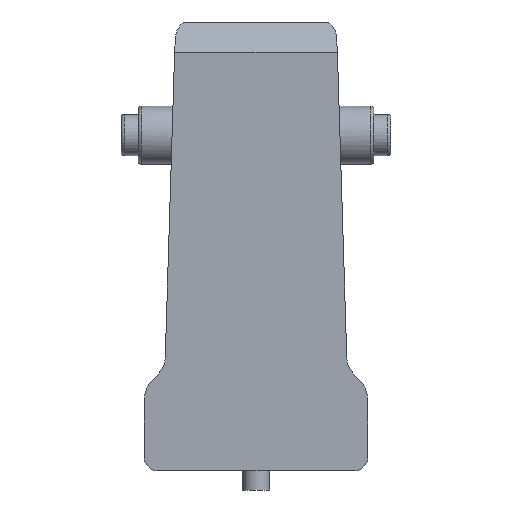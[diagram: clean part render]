
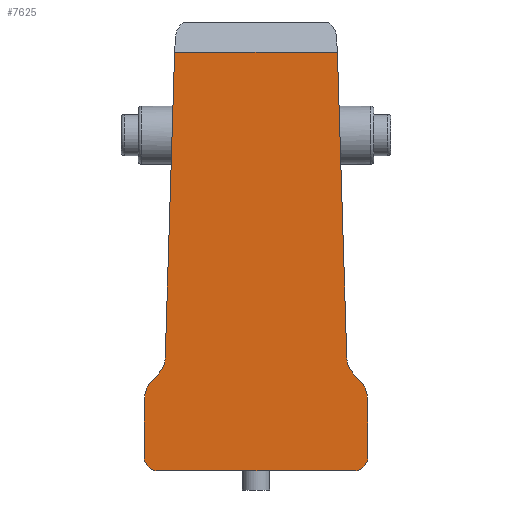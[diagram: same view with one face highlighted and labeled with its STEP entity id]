
A CAD part, front view. The second image highlights one B-rep face of the part: STEP entity #7625.
In plain terms, the highlighted planar face has unit normal (0, -1, 0).
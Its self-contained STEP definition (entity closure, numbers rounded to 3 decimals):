
#14 = ORIENTED_EDGE ( 'NONE', *, *, #19803, .T. ) ;
#661 = EDGE_CURVE ( 'NONE', #8145, #12485, #1002, .T. ) ;
#823 = DIRECTION ( 'NONE',  ( 1., 0., 0. ) ) ;
#1002 = LINE ( 'NONE', #8044, #23290 ) ;
#1215 = CARTESIAN_POINT ( 'NONE',  ( -230., 0., 15. ) ) ;
#1459 = CARTESIAN_POINT ( 'NONE',  ( -198.605, 0., 430. ) ) ;
#1655 = CARTESIAN_POINT ( 'NONE',  ( -198.095, 0., 446.613 ) ) ;
#2073 = DIRECTION ( 'NONE',  ( 1., 0., 0. ) ) ;
#2157 = DIRECTION ( 'NONE',  ( 0., 1., 0. ) ) ;
#2440 = VECTOR ( 'NONE', #20356, 1000. ) ;
#2645 = CARTESIAN_POINT ( 'NONE',  ( 0., 0., 15. ) ) ;
#2776 = FACE_OUTER_BOUND ( 'NONE', #22600, .T. ) ;
#3490 = VECTOR ( 'NONE', #29193, 1000. ) ;
#4551 = ORIENTED_EDGE ( 'NONE', *, *, #12645, .F. ) ;
#4679 = EDGE_CURVE ( 'NONE', #5672, #12027, #5295, .T. ) ;
#4731 = CARTESIAN_POINT ( 'NONE',  ( 0., 0., 41.996 ) ) ;
#4753 = ORIENTED_EDGE ( 'NONE', *, *, #27288, .T. ) ;
#4856 = EDGE_CURVE ( 'NONE', #24093, #28839, #25659, .T. ) ;
#5202 = LINE ( 'NONE', #5723, #16842 ) ;
#5286 = VERTEX_POINT ( 'NONE', #24951 ) ;
#5295 = LINE ( 'NONE', #22608, #11523 ) ;
#5672 = VERTEX_POINT ( 'NONE', #1459 ) ;
#5723 = CARTESIAN_POINT ( 'NONE',  ( -230., 0., 0. ) ) ;
#6283 = CARTESIAN_POINT ( 'NONE',  ( -215., 0., 15. ) ) ;
#6545 = CARTESIAN_POINT ( 'NONE',  ( -21.785, 0., 116.856 ) ) ;
#7625 = ADVANCED_FACE ( 'NONE', ( #2776 ), #16053, .F. ) ;
#7811 = CARTESIAN_POINT ( 'NONE',  ( -15., 0., 15. ) ) ;
#7815 = CIRCLE ( 'NONE', #17398, 15. ) ;
#8044 = CARTESIAN_POINT ( 'NONE',  ( -230., 0., 15. ) ) ;
#8145 = VERTEX_POINT ( 'NONE', #1215 ) ;
#8622 = DIRECTION ( 'NONE',  ( 0., 0., -1. ) ) ;
#9080 = VERTEX_POINT ( 'NONE', #25180 ) ;
#10049 = LINE ( 'NONE', #6545, #2440 ) ;
#10132 = DIRECTION ( 'NONE',  ( 0., 0., 1. ) ) ;
#11128 = EDGE_CURVE ( 'NONE', #12485, #5286, #25766, .T. ) ;
#11523 = VECTOR ( 'NONE', #2073, 1000. ) ;
#12027 = VERTEX_POINT ( 'NONE', #13881 ) ;
#12361 = CARTESIAN_POINT ( 'NONE',  ( 0., 0., 70. ) ) ;
#12453 = CARTESIAN_POINT ( 'NONE',  ( -21.785, 0., 116.856 ) ) ;
#12467 = CARTESIAN_POINT ( 'NONE',  ( -230., 0., 70. ) ) ;
#12485 = VERTEX_POINT ( 'NONE', #23366 ) ;
#12645 = EDGE_CURVE ( 'NONE', #13781, #9080, #17940, .T. ) ;
#12770 = ORIENTED_EDGE ( 'NONE', *, *, #11128, .F. ) ;
#13009 = ORIENTED_EDGE ( 'NONE', *, *, #661, .F. ) ;
#13441 = CARTESIAN_POINT ( 'NONE',  ( 0., 0., 70. ) ) ;
#13781 = VERTEX_POINT ( 'NONE', #26308 ) ;
#13881 = CARTESIAN_POINT ( 'NONE',  ( -31.395, 0., 430. ) ) ;
#14701 = CARTESIAN_POINT ( 'NONE',  ( 0., 0., 97.532 ) ) ;
#14789 = EDGE_CURVE ( 'NONE', #17985, #9080, #5202, .T. ) ;
#14922 = CARTESIAN_POINT ( 'NONE',  ( -208.215, 0., 116.856 ) ) ;
#15427 = AXIS2_PLACEMENT_3D ( 'NONE', #25052, #2157, #18319 ) ;
#15466 = CARTESIAN_POINT ( 'NONE',  ( -215., 0., 0. ) ) ;
#16053 = PLANE ( 'NONE',  #15427 ) ;
#16842 = VECTOR ( 'NONE', #823, 1000. ) ;
#16857 = EDGE_CURVE ( 'NONE', #27598, #12027, #10049, .T. ) ;
#17398 = AXIS2_PLACEMENT_3D ( 'NONE', #6283, #22392, #8622 ) ;
#17911 = VECTOR ( 'NONE', #23365, 1000. ) ;
#17940 = CIRCLE ( 'NONE', #23075, 15. ) ;
#17985 = VERTEX_POINT ( 'NONE', #15466 ) ;
#18108 = EDGE_CURVE ( 'NONE', #5672, #5286, #27179, .T. ) ;
#18319 = DIRECTION ( 'NONE',  ( 0., 0., 1. ) ) ;
#19220 = ORIENTED_EDGE ( 'NONE', *, *, #4856, .T. ) ;
#19313 = ORIENTED_EDGE ( 'NONE', *, *, #14789, .T. ) ;
#19372 = CARTESIAN_POINT ( 'NONE',  ( -230., 0., 97.532 ) ) ;
#19774 = ORIENTED_EDGE ( 'NONE', *, *, #23203, .T. ) ;
#19803 = EDGE_CURVE ( 'NONE', #28839, #27598, #28669, .T. ) ;
#20356 = DIRECTION ( 'NONE',  ( -0.031, 0., 1. ) ) ;
#20886 = CARTESIAN_POINT ( 'NONE',  ( 0., 0., 70. ) ) ;
#22392 = DIRECTION ( 'NONE',  ( 0., -1., 0. ) ) ;
#22600 = EDGE_LOOP ( 'NONE', ( #19313, #4551, #4753, #19220, #14, #22842, #25673, #27491, #12770, #13009, #19774 ) ) ;
#22608 = CARTESIAN_POINT ( 'NONE',  ( -230., 0., 430. ) ) ;
#22842 = ORIENTED_EDGE ( 'NONE', *, *, #16857, .T. ) ;
#23075 = AXIS2_PLACEMENT_3D ( 'NONE', #7811, #23859, #10132 ) ;
#23203 = EDGE_CURVE ( 'NONE', #8145, #17985, #7815, .T. ) ;
#23290 = VECTOR ( 'NONE', #24687, 1000. ) ;
#23365 = DIRECTION ( 'NONE',  ( 0., 0., 1. ) ) ;
#23366 = CARTESIAN_POINT ( 'NONE',  ( -230., 0., 70. ) ) ;
#23859 = DIRECTION ( 'NONE',  ( 0., 1., 0. ) ) ;
#23931 = LINE ( 'NONE', #2645, #17911 ) ;
#24093 = VERTEX_POINT ( 'NONE', #27634 ) ;
#24687 = DIRECTION ( 'NONE',  ( 0., 0., 1. ) ) ;
#24951 = CARTESIAN_POINT ( 'NONE',  ( -208.215, 0., 116.856 ) ) ;
#25052 = CARTESIAN_POINT ( 'NONE',  ( -230., 0., 0. ) ) ;
#25062 = CARTESIAN_POINT ( 'NONE',  ( 0., 0., 51.33 ) ) ;
#25180 = CARTESIAN_POINT ( 'NONE',  ( -15., 0., 0. ) ) ;
#25659 = B_SPLINE_CURVE_WITH_KNOTS ( 'NONE', 3,
 ( #4731, #25062, #27496, #20886 ),
 .UNSPECIFIED., .F., .F.,
 ( 4, 4 ),
 ( 0., 1. ),
 .UNSPECIFIED. ) ;
#25673 = ORIENTED_EDGE ( 'NONE', *, *, #4679, .F. ) ;
#25766 = B_SPLINE_CURVE_WITH_KNOTS ( 'NONE', 3,
 ( #12467, #19372, #28441, #14922 ),
 .UNSPECIFIED., .F., .F.,
 ( 4, 4 ),
 ( 0., 1. ),
 .UNSPECIFIED. ) ;
#26067 = CARTESIAN_POINT ( 'NONE',  ( -21.785, 0., 95.823 ) ) ;
#26308 = CARTESIAN_POINT ( 'NONE',  ( 0., 0., 15. ) ) ;
#27179 = LINE ( 'NONE', #1655, #3490 ) ;
#27288 = EDGE_CURVE ( 'NONE', #13781, #24093, #23931, .T. ) ;
#27491 = ORIENTED_EDGE ( 'NONE', *, *, #18108, .T. ) ;
#27496 = CARTESIAN_POINT ( 'NONE',  ( 0., 0., 60.665 ) ) ;
#27598 = VERTEX_POINT ( 'NONE', #28282 ) ;
#27634 = CARTESIAN_POINT ( 'NONE',  ( 0., 0., 41.996 ) ) ;
#28282 = CARTESIAN_POINT ( 'NONE',  ( -21.785, 0., 116.856 ) ) ;
#28441 = CARTESIAN_POINT ( 'NONE',  ( -208.215, 0., 95.823 ) ) ;
#28669 = B_SPLINE_CURVE_WITH_KNOTS ( 'NONE', 3,
 ( #12361, #14701, #26067, #12453 ),
 .UNSPECIFIED., .F., .F.,
 ( 4, 4 ),
 ( 0., 1. ),
 .UNSPECIFIED. ) ;
#28839 = VERTEX_POINT ( 'NONE', #13441 ) ;
#29193 = DIRECTION ( 'NONE',  ( -0.031, 0., -1. ) ) ;
